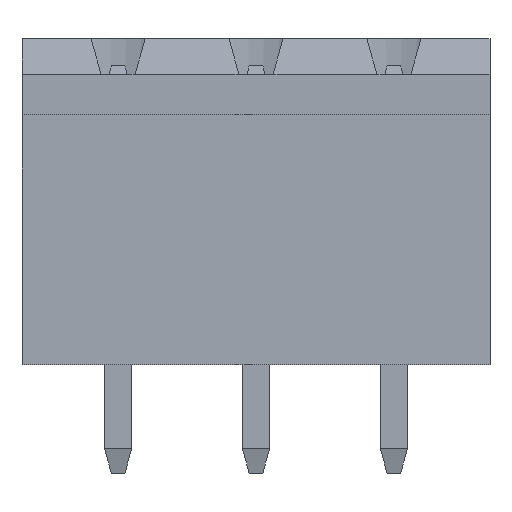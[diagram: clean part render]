
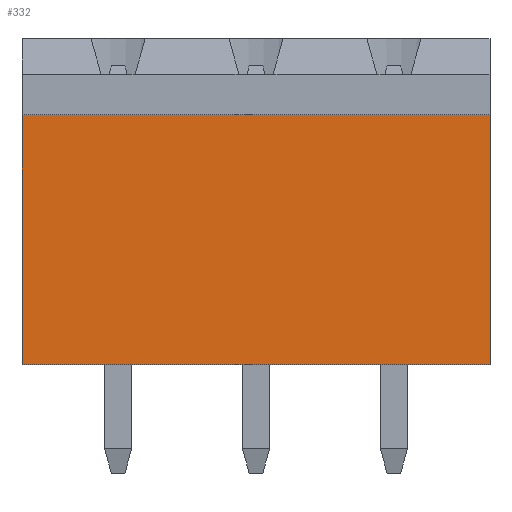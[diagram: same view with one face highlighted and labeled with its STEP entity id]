
A CAD part, front view. The second image highlights one B-rep face of the part: STEP entity #332.
In plain terms, the highlighted planar face has unit normal (0, -1, 0).
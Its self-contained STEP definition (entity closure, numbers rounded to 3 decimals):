
#332 = ADVANCED_FACE( '', ( #695 ), #696, .T. );
#695 = FACE_OUTER_BOUND( '', #1105, .T. );
#696 = PLANE( '', #1106 );
#1105 = EDGE_LOOP( '', ( #1900, #1901, #1902, #1903 ) );
#1106 = AXIS2_PLACEMENT_3D( '', #1904, #1905, #1906 );
#1900 = ORIENTED_EDGE( '', *, *, #2714, .F. );
#1901 = ORIENTED_EDGE( '', *, *, #2846, .F. );
#1902 = ORIENTED_EDGE( '', *, *, #2847, .T. );
#1903 = ORIENTED_EDGE( '', *, *, #2588, .T. );
#1904 = CARTESIAN_POINT( '', ( 8.62, -4.05, -6. ) );
#1905 = DIRECTION( '', ( 0., -1., 0. ) );
#1906 = DIRECTION( '', ( 0., 0., -1. ) );
#2588 = EDGE_CURVE( '', #3115, #3112, #3116, .T. );
#2714 = EDGE_CURVE( '', #3323, #3112, #3325, .T. );
#2846 = EDGE_CURVE( '', #3521, #3323, #3522, .T. );
#2847 = EDGE_CURVE( '', #3521, #3115, #3523, .T. );
#3112 = VERTEX_POINT( '', #3869 );
#3115 = VERTEX_POINT( '', #3873 );
#3116 = LINE( '', #3874, #3875 );
#3323 = VERTEX_POINT( '', #4177 );
#3325 = LINE( '', #4180, #4181 );
#3521 = VERTEX_POINT( '', #4474 );
#3522 = LINE( '', #4475, #4476 );
#3523 = LINE( '', #4477, #4478 );
#3869 = CARTESIAN_POINT( '', ( -8.62, -4.05, 3.2 ) );
#3873 = CARTESIAN_POINT( '', ( 8.62, -4.05, 3.2 ) );
#3874 = CARTESIAN_POINT( '', ( 8.62, -4.05, 3.2 ) );
#3875 = VECTOR( '', #4799, 1000. );
#4177 = CARTESIAN_POINT( '', ( -8.62, -4.05, -6. ) );
#4180 = CARTESIAN_POINT( '', ( -8.62, -4.05, -6. ) );
#4181 = VECTOR( '', #4914, 1000. );
#4474 = CARTESIAN_POINT( '', ( 8.62, -4.05, -6. ) );
#4475 = CARTESIAN_POINT( '', ( 8.62, -4.05, -6. ) );
#4476 = VECTOR( '', #5030, 1000. );
#4477 = CARTESIAN_POINT( '', ( 8.62, -4.05, -6. ) );
#4478 = VECTOR( '', #5031, 1000. );
#4799 = DIRECTION( '', ( -1., 0., 0. ) );
#4914 = DIRECTION( '', ( 0., 0., 1. ) );
#5030 = DIRECTION( '', ( -1., 0., 0. ) );
#5031 = DIRECTION( '', ( 0., 0., 1. ) );
